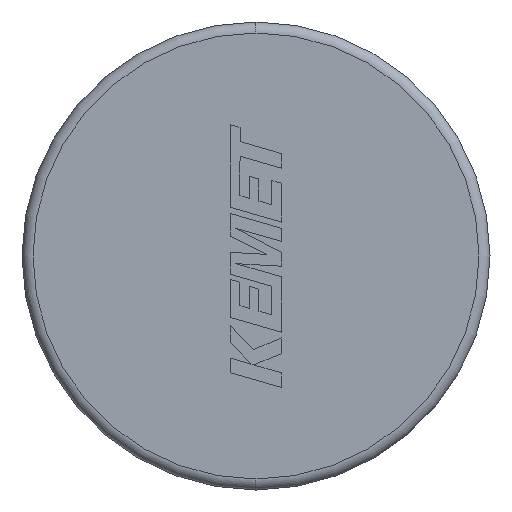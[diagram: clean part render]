
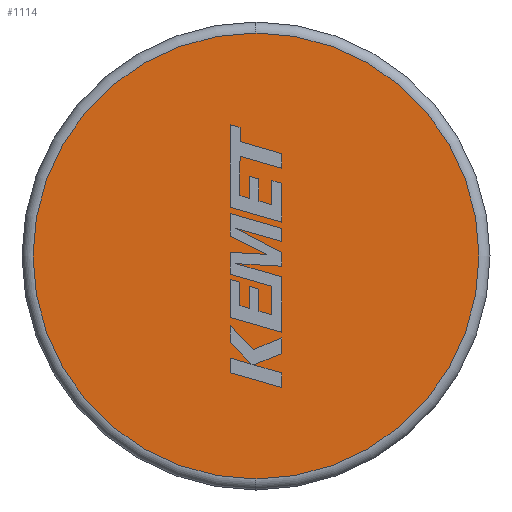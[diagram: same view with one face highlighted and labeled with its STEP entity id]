
A CAD part, left-side view. The second image highlights one B-rep face of the part: STEP entity #1114.
In plain terms, the highlighted planar face has unit normal (-1, 0, 0).
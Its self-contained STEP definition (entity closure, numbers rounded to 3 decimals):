
#120 = DIRECTION ( 'NONE',  ( 1., 0., 0. ) ) ;
#381 = DIRECTION ( 'NONE',  ( 0., 0., -1. ) ) ;
#384 = DIRECTION ( 'NONE',  ( -1., 0., 0. ) ) ;
#468 = EDGE_CURVE ( 'NONE', #3162, #1925, #1137, .T. ) ;
#1114 = ADVANCED_FACE ( 'NONE', ( #2263 ), #1665, .F. ) ;
#1137 = CIRCLE ( 'NONE', #2561, 4.05 ) ;
#1399 = EDGE_LOOP ( 'NONE', ( #3131, #3046 ) ) ;
#1431 = CARTESIAN_POINT ( 'NONE',  ( 0., 0., 0. ) ) ;
#1556 = AXIS2_PLACEMENT_3D ( 'NONE', #2518, #2190, #381 ) ;
#1665 = PLANE ( 'NONE',  #3037 ) ;
#1925 = VERTEX_POINT ( 'NONE', #3222 ) ;
#2190 = DIRECTION ( 'NONE',  ( -1., 0., 0. ) ) ;
#2223 = DIRECTION ( 'NONE',  ( 0., 0., -1. ) ) ;
#2263 = FACE_OUTER_BOUND ( 'NONE', #1399, .T. ) ;
#2338 = CIRCLE ( 'NONE', #1556, 4.05 ) ;
#2518 = CARTESIAN_POINT ( 'NONE',  ( 0., 0., 0. ) ) ;
#2561 = AXIS2_PLACEMENT_3D ( 'NONE', #1431, #384, #2223 ) ;
#2744 = DIRECTION ( 'NONE',  ( 0., 0., -1. ) ) ;
#3037 = AXIS2_PLACEMENT_3D ( 'NONE', #3043, #120, #2744 ) ;
#3043 = CARTESIAN_POINT ( 'NONE',  ( 0., 0., 0. ) ) ;
#3046 = ORIENTED_EDGE ( 'NONE', *, *, #3115, .T. ) ;
#3115 = EDGE_CURVE ( 'NONE', #1925, #3162, #2338, .T. ) ;
#3131 = ORIENTED_EDGE ( 'NONE', *, *, #468, .T. ) ;
#3162 = VERTEX_POINT ( 'NONE', #3262 ) ;
#3222 = CARTESIAN_POINT ( 'NONE',  ( 0., 0., 4.05 ) ) ;
#3262 = CARTESIAN_POINT ( 'NONE',  ( 0., 0., -4.05 ) ) ;
